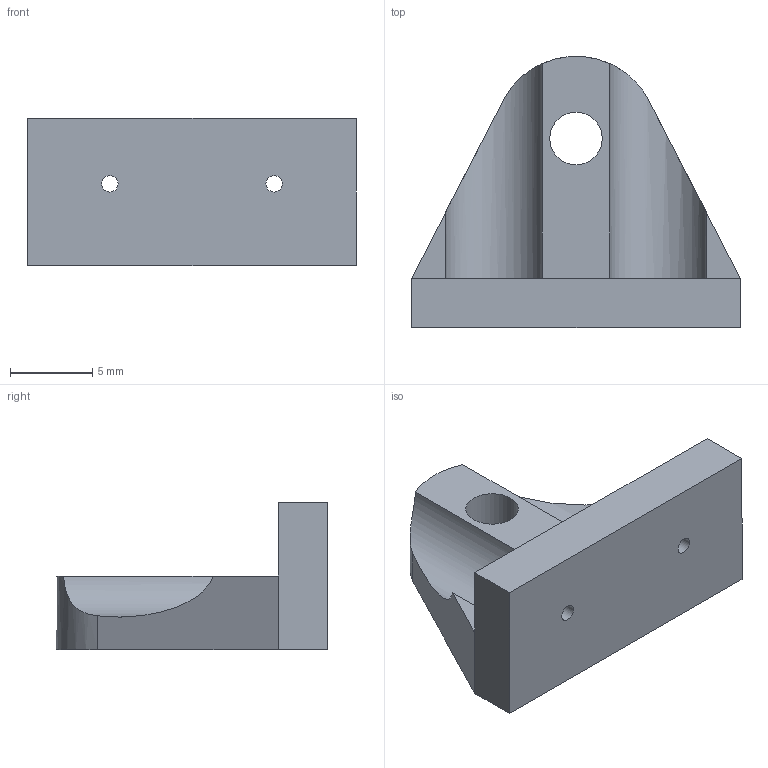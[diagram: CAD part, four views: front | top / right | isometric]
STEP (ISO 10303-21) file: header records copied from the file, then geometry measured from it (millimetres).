
FILE_DESCRIPTION(/* description */ (''),/* implementation_level */ '2;1');
FILE_NAME(/* name */ 'lower_deck_shaft_mount_dla_AD.stp',/* time_stamp */ '2017-09-15T10:57:15+02:00',/* author */ ('ndz2'),/* organization */ (''),/* preprocessor_version */ 'ST-DEVELOPER v16.5',/* originating_system */ 'Autodesk Inventor 2017',/* authorisation */ '');
FILE_SCHEMA (('AUTOMOTIVE_DESIGN { 1 0 10303 214 3 1 1 }'));
Length unit declared in the file: millimetre
Products named in the file (1): lower_deck_shaft_mount
Bounding box: 20 x 16.5 x 9 mm (x, y, z)
Volume: 1066.8 mm3; surface area: 1017 mm2
Topology: 1 solids, 1 shells, 18 faces, 45 edges, 29 vertices
Faces by surface type: plane 12, cylinder 6
Full cylindrical faces by diameter (mm): 1 x2, 3.2 x1
Entity records: 582 total; most frequent: CARTESIAN_POINT 112, DIRECTION 90, ORIENTED_EDGE 84, EDGE_CURVE 42, AXIS2_PLACEMENT_3D 31, VERTEX_POINT 29, LINE 28, VECTOR 28
